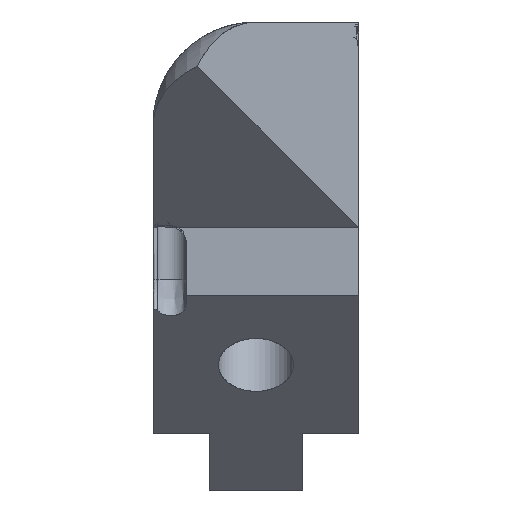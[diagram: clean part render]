
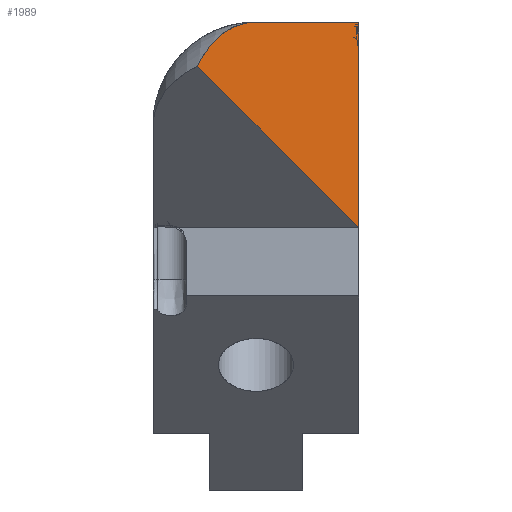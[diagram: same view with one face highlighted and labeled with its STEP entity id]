
A CAD part, front view. The second image highlights one B-rep face of the part: STEP entity #1989.
In plain terms, the highlighted free-form (B-spline) face has degree [1, 1] with [3, 2] control points.
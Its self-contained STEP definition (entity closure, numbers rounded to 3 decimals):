
#14=LINE('',#4839,#18);
#18=VECTOR('',#2238,10.);
#191=FACE_OUTER_BOUND('',#276,.T.);
#276=EDGE_LOOP('',(#1651,#1652,#1653,#1654,#1655,#1656,#1657,#1658,#1659,
#1660));
#469=B_SPLINE_CURVE_WITH_KNOTS('',3,(#4817,#4818,#4819,#4820,#4821,#4822,
#4823,#4824,#4825,#4826,#4827,#4828,#4829),.UNSPECIFIED.,.F.,.F.,(4,3,3,
3,4),(0.,0.027,0.054,0.098,0.141),
 .UNSPECIFIED.);
#470=B_SPLINE_CURVE_WITH_KNOTS('',3,(#4831,#4832,#4833,#4834,#4835,#4836,
#4837),.UNSPECIFIED.,.F.,.F.,(4,3,4),(-0.037,-0.018,
0.),.UNSPECIFIED.);
#471=B_SPLINE_CURVE_WITH_KNOTS('',3,(#4841,#4842,#4843,#4844,#4845,#4846,
#4847),.UNSPECIFIED.,.F.,.F.,(4,3,4),(-0.028,-0.019,
0.),.UNSPECIFIED.);
#472=B_SPLINE_CURVE_WITH_KNOTS('',3,(#4849,#4850,#4851,#4852),
 .UNSPECIFIED.,.F.,.F.,(4,4),(0.,1.533),.UNSPECIFIED.);
#473=B_SPLINE_CURVE_WITH_KNOTS('',3,(#4854,#4855,#4856,#4857,#4858,#4859,
#4860),.UNSPECIFIED.,.F.,.F.,(4,3,4),(0.,0.529,1.057),
 .UNSPECIFIED.);
#474=B_SPLINE_CURVE_WITH_KNOTS('',3,(#4862,#4863,#4864,#4865),
 .UNSPECIFIED.,.F.,.F.,(4,4),(0.,1.088),.UNSPECIFIED.);
#475=B_SPLINE_CURVE_WITH_KNOTS('',3,(#4867,#4868,#4869,#4870),
 .UNSPECIFIED.,.F.,.F.,(4,4),(0.,1.905),.UNSPECIFIED.);
#476=B_SPLINE_CURVE_WITH_KNOTS('',1,(#4872,#4873),.UNSPECIFIED.,.F.,.F.,
(2,2),(-0.691,-0.183),.UNSPECIFIED.);
#477=B_SPLINE_CURVE_WITH_KNOTS('',3,(#4874,#4875,#4876,#4877),
 .UNSPECIFIED.,.F.,.F.,(4,4),(-0.049,0.),.UNSPECIFIED.);
#853=VERTEX_POINT('',#4815);
#854=VERTEX_POINT('',#4816);
#855=VERTEX_POINT('',#4830);
#856=VERTEX_POINT('',#4838);
#857=VERTEX_POINT('',#4840);
#858=VERTEX_POINT('',#4848);
#859=VERTEX_POINT('',#4853);
#860=VERTEX_POINT('',#4861);
#861=VERTEX_POINT('',#4866);
#862=VERTEX_POINT('',#4871);
#1250=EDGE_CURVE('',#853,#854,#469,.T.);
#1251=EDGE_CURVE('',#854,#855,#470,.T.);
#1252=EDGE_CURVE('',#855,#856,#14,.T.);
#1253=EDGE_CURVE('',#856,#857,#471,.T.);
#1254=EDGE_CURVE('',#857,#858,#472,.T.);
#1255=EDGE_CURVE('',#858,#859,#473,.T.);
#1256=EDGE_CURVE('',#859,#860,#474,.T.);
#1257=EDGE_CURVE('',#860,#861,#475,.T.);
#1258=EDGE_CURVE('',#861,#862,#476,.T.);
#1259=EDGE_CURVE('',#862,#853,#477,.T.);
#1651=ORIENTED_EDGE('',*,*,#1250,.T.);
#1652=ORIENTED_EDGE('',*,*,#1251,.T.);
#1653=ORIENTED_EDGE('',*,*,#1252,.T.);
#1654=ORIENTED_EDGE('',*,*,#1253,.T.);
#1655=ORIENTED_EDGE('',*,*,#1254,.T.);
#1656=ORIENTED_EDGE('',*,*,#1255,.T.);
#1657=ORIENTED_EDGE('',*,*,#1256,.T.);
#1658=ORIENTED_EDGE('',*,*,#1257,.T.);
#1659=ORIENTED_EDGE('',*,*,#1258,.T.);
#1660=ORIENTED_EDGE('',*,*,#1259,.T.);
#1909=B_SPLINE_SURFACE_WITH_KNOTS('',1,1,((#4809,#4810),(#4811,#4812),(#4813,
#4814)),.UNSPECIFIED.,.F.,.F.,.F.,(2,1,2),(2,2),(-0.999,-0.535,
0.),(0.,1.),.UNSPECIFIED.);
#1989=ADVANCED_FACE('',(#191),#1909,.T.);
#2238=DIRECTION('',(0.,0.,1.));
#4809=CARTESIAN_POINT('Ctrl Pts',(50.461,460.474,265.547));
#4810=CARTESIAN_POINT('Ctrl Pts',(50.461,460.474,226.801));
#4811=CARTESIAN_POINT('Ctrl Pts',(39.284,449.297,276.725));
#4812=CARTESIAN_POINT('Ctrl Pts',(39.284,449.297,237.979));
#4813=CARTESIAN_POINT('Ctrl Pts',(26.406,436.42,289.602));
#4814=CARTESIAN_POINT('Ctrl Pts',(26.406,436.42,250.856));
#4815=CARTESIAN_POINT('',(50.23,460.242,259.072));
#4816=CARTESIAN_POINT('',(50.123,460.135,260.47));
#4817=CARTESIAN_POINT('Ctrl Pts',(50.23,460.242,259.072));
#4818=CARTESIAN_POINT('Ctrl Pts',(50.231,460.243,259.149));
#4819=CARTESIAN_POINT('Ctrl Pts',(50.221,460.233,259.258));
#4820=CARTESIAN_POINT('Ctrl Pts',(50.214,460.226,259.342));
#4821=CARTESIAN_POINT('Ctrl Pts',(50.204,460.217,259.45));
#4822=CARTESIAN_POINT('Ctrl Pts',(50.2,460.213,259.505));
#4823=CARTESIAN_POINT('Ctrl Pts',(50.193,460.205,259.612));
#4824=CARTESIAN_POINT('Ctrl Pts',(50.18,460.193,259.782));
#4825=CARTESIAN_POINT('Ctrl Pts',(50.173,460.186,259.87));
#4826=CARTESIAN_POINT('Ctrl Pts',(50.158,460.171,260.041));
#4827=CARTESIAN_POINT('Ctrl Pts',(50.146,460.159,260.184));
#4828=CARTESIAN_POINT('Ctrl Pts',(50.135,460.148,260.327));
#4829=CARTESIAN_POINT('Ctrl Pts',(50.123,460.135,260.47));
#4830=CARTESIAN_POINT('',(50.284,460.296,260.737));
#4831=CARTESIAN_POINT('Ctrl Pts',(50.123,460.135,260.47));
#4832=CARTESIAN_POINT('Ctrl Pts',(50.161,460.174,260.501));
#4833=CARTESIAN_POINT('Ctrl Pts',(50.193,460.206,260.528));
#4834=CARTESIAN_POINT('Ctrl Pts',(50.224,460.237,260.578));
#4835=CARTESIAN_POINT('Ctrl Pts',(50.248,460.261,260.616));
#4836=CARTESIAN_POINT('Ctrl Pts',(50.274,460.286,260.674));
#4837=CARTESIAN_POINT('Ctrl Pts',(50.284,460.296,260.737));
#4838=CARTESIAN_POINT('',(50.284,460.296,260.827));
#4839=CARTESIAN_POINT('',(50.284,460.296,260.737));
#4840=CARTESIAN_POINT('',(50.122,460.135,260.964));
#4841=CARTESIAN_POINT('Ctrl Pts',(50.284,460.296,260.827));
#4842=CARTESIAN_POINT('Ctrl Pts',(50.278,460.291,260.855));
#4843=CARTESIAN_POINT('Ctrl Pts',(50.268,460.28,260.883));
#4844=CARTESIAN_POINT('Ctrl Pts',(50.247,460.259,260.907));
#4845=CARTESIAN_POINT('Ctrl Pts',(50.206,460.219,260.954));
#4846=CARTESIAN_POINT('Ctrl Pts',(50.154,460.166,260.963));
#4847=CARTESIAN_POINT('Ctrl Pts',(50.122,460.135,260.964));
#4848=CARTESIAN_POINT('',(39.284,449.297,260.964));
#4849=CARTESIAN_POINT('Ctrl Pts',(50.122,460.135,260.964));
#4850=CARTESIAN_POINT('Ctrl Pts',(46.51,456.522,260.964));
#4851=CARTESIAN_POINT('Ctrl Pts',(42.897,452.909,260.964));
#4852=CARTESIAN_POINT('Ctrl Pts',(39.284,449.297,260.964));
#4853=CARTESIAN_POINT('',(33.001,443.014,256.246));
#4854=CARTESIAN_POINT('Ctrl Pts',(39.284,449.297,260.964));
#4855=CARTESIAN_POINT('Ctrl Pts',(37.966,447.979,260.964));
#4856=CARTESIAN_POINT('Ctrl Pts',(36.77,446.783,260.512));
#4857=CARTESIAN_POINT('Ctrl Pts',(35.726,445.739,259.719));
#4858=CARTESIAN_POINT('Ctrl Pts',(34.666,444.679,258.914));
#4859=CARTESIAN_POINT('Ctrl Pts',(33.74,443.753,257.739));
#4860=CARTESIAN_POINT('Ctrl Pts',(33.001,443.014,256.246));
#4861=CARTESIAN_POINT('',(39.284,449.297,249.964));
#4862=CARTESIAN_POINT('Ctrl Pts',(33.001,443.014,256.246));
#4863=CARTESIAN_POINT('Ctrl Pts',(35.095,445.108,254.152));
#4864=CARTESIAN_POINT('Ctrl Pts',(37.189,447.202,252.058));
#4865=CARTESIAN_POINT('Ctrl Pts',(39.284,449.297,249.964));
#4866=CARTESIAN_POINT('',(50.284,460.296,238.964));
#4867=CARTESIAN_POINT('Ctrl Pts',(39.284,449.297,249.964));
#4868=CARTESIAN_POINT('Ctrl Pts',(42.95,452.963,246.297));
#4869=CARTESIAN_POINT('Ctrl Pts',(46.617,456.63,242.631));
#4870=CARTESIAN_POINT('Ctrl Pts',(50.284,460.296,238.964));
#4871=CARTESIAN_POINT('',(50.284,460.296,258.629));
#4872=CARTESIAN_POINT('Ctrl Pts',(50.284,460.296,238.964));
#4873=CARTESIAN_POINT('Ctrl Pts',(50.284,460.296,258.629));
#4874=CARTESIAN_POINT('Ctrl Pts',(50.284,460.296,258.629));
#4875=CARTESIAN_POINT('Ctrl Pts',(50.242,460.255,258.785));
#4876=CARTESIAN_POINT('Ctrl Pts',(50.227,460.24,258.935));
#4877=CARTESIAN_POINT('Ctrl Pts',(50.23,460.242,259.072));
